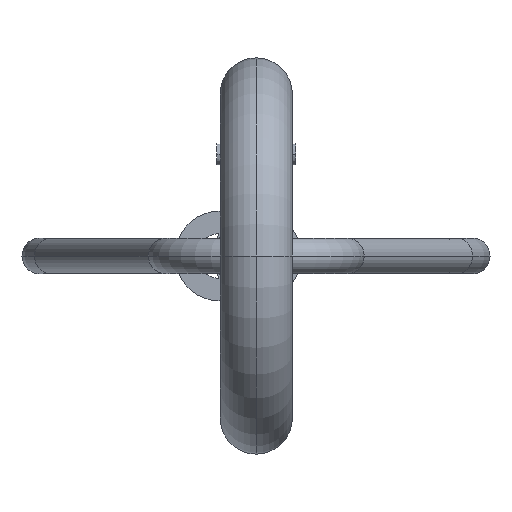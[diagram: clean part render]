
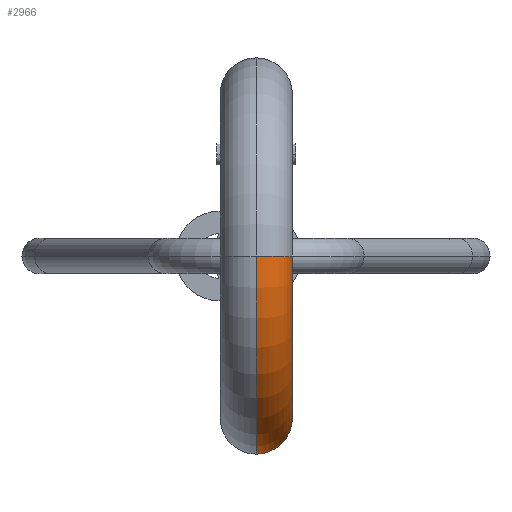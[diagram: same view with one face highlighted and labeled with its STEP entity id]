
A CAD part, left-side view. The second image highlights one B-rep face of the part: STEP entity #2966.
In plain terms, the highlighted toroidal (fillet/blend) face has major radius 9 mm and minor radius 2 mm.
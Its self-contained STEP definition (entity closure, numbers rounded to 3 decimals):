
#178 = CIRCLE ( 'NONE', #863, 11. ) ;
#205 = DIRECTION ( 'NONE',  ( -1., 0., 0. ) ) ;
#213 = VERTEX_POINT ( 'NONE', #2775 ) ;
#379 = ORIENTED_EDGE ( 'NONE', *, *, #3057, .F. ) ;
#396 = CARTESIAN_POINT ( 'NONE',  ( -24.5, 0., 0. ) ) ;
#410 = CIRCLE ( 'NONE', #2012, 2. ) ;
#426 = DIRECTION ( 'NONE',  ( -0.982, 0.191, 0. ) ) ;
#654 = DIRECTION ( 'NONE',  ( 0., 0., -1. ) ) ;
#780 = CIRCLE ( 'NONE', #1002, 2. ) ;
#783 = DIRECTION ( 'NONE',  ( 0., 0., -1. ) ) ;
#863 = AXIS2_PLACEMENT_3D ( 'NONE', #396, #1323, #1090 ) ;
#1002 = AXIS2_PLACEMENT_3D ( 'NONE', #3064, #426, #2566 ) ;
#1027 = DIRECTION ( 'NONE',  ( -1., 0., 0. ) ) ;
#1030 = DIRECTION ( 'NONE',  ( 0., -1., 0. ) ) ;
#1090 = DIRECTION ( 'NONE',  ( -1., 0., 0. ) ) ;
#1238 = CARTESIAN_POINT ( 'NONE',  ( -23.164, 6.871, 0. ) ) ;
#1323 = DIRECTION ( 'NONE',  ( 0., 0., -1. ) ) ;
#1447 = VERTEX_POINT ( 'NONE', #1238 ) ;
#1519 = CARTESIAN_POINT ( 'NONE',  ( -31.5, 0., 0. ) ) ;
#1596 = CARTESIAN_POINT ( 'NONE',  ( -35.5, 0., 0. ) ) ;
#1694 = EDGE_CURVE ( 'NONE', #213, #1447, #780, .T. ) ;
#1836 = ORIENTED_EDGE ( 'NONE', *, *, #1926, .F. ) ;
#1926 = EDGE_CURVE ( 'NONE', #2980, #2780, #410, .T. ) ;
#2012 = AXIS2_PLACEMENT_3D ( 'NONE', #2439, #1030, #783 ) ;
#2071 = ORIENTED_EDGE ( 'NONE', *, *, #1694, .T. ) ;
#2221 = CIRCLE ( 'NONE', #2242, 7. ) ;
#2229 = DIRECTION ( 'NONE',  ( 0., 0., -1. ) ) ;
#2242 = AXIS2_PLACEMENT_3D ( 'NONE', #2897, #2229, #1027 ) ;
#2439 = CARTESIAN_POINT ( 'NONE',  ( -33.5, 0., 0. ) ) ;
#2455 = AXIS2_PLACEMENT_3D ( 'NONE', #2579, #654, #205 ) ;
#2566 = DIRECTION ( 'NONE',  ( 0., 0., 1. ) ) ;
#2579 = CARTESIAN_POINT ( 'NONE',  ( -24.5, 0., 0. ) ) ;
#2775 = CARTESIAN_POINT ( 'NONE',  ( -22.401, 10.798, 0. ) ) ;
#2780 = VERTEX_POINT ( 'NONE', #1519 ) ;
#2821 = EDGE_CURVE ( 'NONE', #2980, #213, #178, .T. ) ;
#2836 = ORIENTED_EDGE ( 'NONE', *, *, #2821, .T. ) ;
#2840 = FACE_OUTER_BOUND ( 'NONE', #2908, .T. ) ;
#2844 = TOROIDAL_SURFACE ( 'NONE', #2455, 9., 2. ) ;
#2897 = CARTESIAN_POINT ( 'NONE',  ( -24.5, 0., 0. ) ) ;
#2908 = EDGE_LOOP ( 'NONE', ( #1836, #2836, #2071, #379 ) ) ;
#2966 = ADVANCED_FACE ( 'NONE', ( #2840 ), #2844, .T. ) ;
#2980 = VERTEX_POINT ( 'NONE', #1596 ) ;
#3057 = EDGE_CURVE ( 'NONE', #2780, #1447, #2221, .T. ) ;
#3064 = CARTESIAN_POINT ( 'NONE',  ( -22.783, 8.835, 0. ) ) ;
